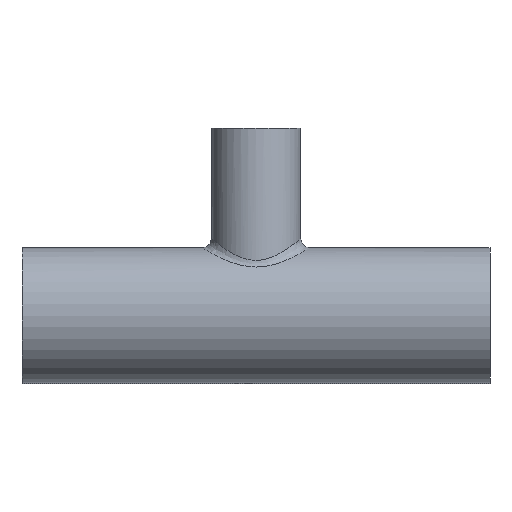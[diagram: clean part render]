
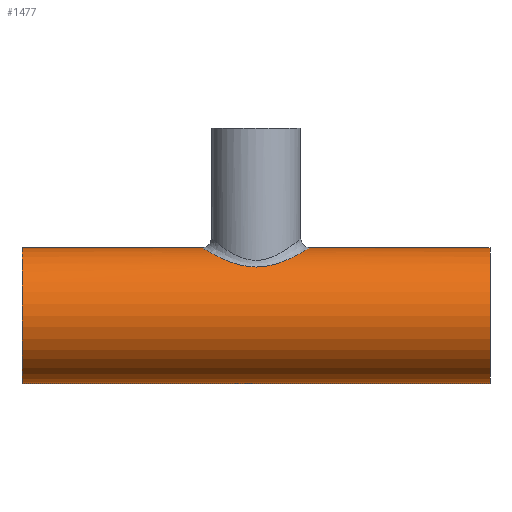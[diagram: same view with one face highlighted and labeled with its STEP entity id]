
A CAD part, front view. The second image highlights one B-rep face of the part: STEP entity #1477.
In plain terms, the highlighted cylindrical face has radius 14.5 mm (diameter 29 mm), a full revolution.
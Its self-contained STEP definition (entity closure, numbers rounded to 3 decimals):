
#1308=CARTESIAN_POINT('',(0.,-10.106,10.398));
#1309=VERTEX_POINT('',#1308);
#1382=CARTESIAN_POINT('',(0.,-10.106,10.398));
#1383=CARTESIAN_POINT('',(0.445,-10.106,10.398));
#1384=CARTESIAN_POINT('',(1.339,-10.06,10.443));
#1385=CARTESIAN_POINT('',(2.641,-9.859,10.635));
#1386=CARTESIAN_POINT('',(3.79,-9.559,10.906));
#1387=CARTESIAN_POINT('',(4.58,-9.276,11.146));
#1388=CARTESIAN_POINT('',(5.721,-8.802,11.531));
#1389=CARTESIAN_POINT('',(6.875,-8.159,12.009));
#1390=CARTESIAN_POINT('',(8.119,-7.185,12.605));
#1391=CARTESIAN_POINT('',(9.093,-6.239,13.107));
#1392=CARTESIAN_POINT('',(9.812,-5.314,13.506));
#1393=CARTESIAN_POINT('',(10.413,-4.318,13.85));
#1394=CARTESIAN_POINT('',(10.837,-3.446,14.099));
#1395=CARTESIAN_POINT('',(11.185,-2.423,14.308));
#1396=CARTESIAN_POINT('',(11.372,-1.562,14.422));
#1397=CARTESIAN_POINT('',(11.475,-0.786,14.485));
#1398=CARTESIAN_POINT('',(11.52,0.098,14.512));
#1399=CARTESIAN_POINT('',(11.448,1.174,14.468));
#1400=CARTESIAN_POINT('',(11.229,2.268,14.335));
#1401=CARTESIAN_POINT('',(10.946,3.13,14.165));
#1402=CARTESIAN_POINT('',(10.541,4.089,13.925));
#1403=CARTESIAN_POINT('',(10.027,4.999,13.627));
#1404=CARTESIAN_POINT('',(9.407,5.829,13.282));
#1405=CARTESIAN_POINT('',(8.73,6.605,12.919));
#1406=CARTESIAN_POINT('',(7.824,7.455,12.455));
#1407=CARTESIAN_POINT('',(6.52,8.367,11.857));
#1408=CARTESIAN_POINT('',(5.201,9.045,11.341));
#1409=CARTESIAN_POINT('',(3.892,9.532,10.93));
#1410=CARTESIAN_POINT('',(2.788,9.82,10.67));
#1411=CARTESIAN_POINT('',(1.49,10.044,10.459));
#1412=CARTESIAN_POINT('',(0.007,10.147,10.358));
#1413=CARTESIAN_POINT('',(-1.78,10.025,10.478));
#1414=CARTESIAN_POINT('',(-3.483,9.671,10.809));
#1415=CARTESIAN_POINT('',(-4.813,9.202,11.212));
#1416=CARTESIAN_POINT('',(-5.804,8.735,11.577));
#1417=CARTESIAN_POINT('',(-6.738,8.215,11.957));
#1418=CARTESIAN_POINT('',(-7.825,7.454,12.456));
#1419=CARTESIAN_POINT('',(-8.967,6.384,13.04));
#1420=CARTESIAN_POINT('',(-9.929,5.172,13.57));
#1421=CARTESIAN_POINT('',(-10.703,3.802,14.019));
#1422=CARTESIAN_POINT('',(-11.235,2.335,14.338));
#1423=CARTESIAN_POINT('',(-11.512,0.785,14.507));
#1424=CARTESIAN_POINT('',(-11.511,-0.79,14.507));
#1425=CARTESIAN_POINT('',(-11.235,-2.337,14.338));
#1426=CARTESIAN_POINT('',(-10.697,-3.813,14.015));
#1427=CARTESIAN_POINT('',(-9.935,-5.163,13.573));
#1428=CARTESIAN_POINT('',(-9.166,-6.134,13.149));
#1429=CARTESIAN_POINT('',(-8.529,-6.786,12.817));
#1430=CARTESIAN_POINT('',(-7.956,-7.313,12.527));
#1431=CARTESIAN_POINT('',(-6.874,-8.159,12.009));
#1432=CARTESIAN_POINT('',(-5.456,-8.95,11.421));
#1433=CARTESIAN_POINT('',(-3.896,-9.531,10.932));
#1434=CARTESIAN_POINT('',(-2.64,-9.859,10.635));
#1435=CARTESIAN_POINT('',(-1.339,-10.06,10.443));
#1436=CARTESIAN_POINT('',(-0.445,-10.106,10.398));
#1437=CARTESIAN_POINT('',(0.,-10.106,10.398));
#1438=CARTESIAN_POINT('',(0.,-10.106,10.398));
#1439=CARTESIAN_POINT('',(0.,-10.106,10.398));
#1440=CARTESIAN_POINT('',(0.,-10.106,10.398));
#1441=B_SPLINE_CURVE_WITH_KNOTS('',3,(#1382,#1383,#1384,#1385,#1386,#1387,#1388,#1389,#1390,#1391,#1392,#1393,#1394,#1395,#1396,#1397,#1398,#1399,#1400,#1401,#1402,#1403,#1404,#1405,#1406,#1407,#1408,#1409,#1410,#1411,#1412,#1413,#1414,#1415,#1416,#1417,#1418,#1419,#1420,#1421,#1422,#1423,#1424,#1425,#1426,#1427,#1428,#1429,#1430,#1431,#1432,#1433,#1434,#1435,#1436,#1437,#1438,#1439,#1440),.UNSPECIFIED.,.T.,.U.,(4,1,1,1,1,1,1,1,1,1,1,1,1,1,1,1,1,1,1,1,1,1,1,1,1,1,1,1,1,1,1,1,1,1,1,1,1,1,1,1,1,1,1,1,1,1,1,1,1,1,1,1,1,3,4),(-5.953,-5.847,-5.74,-5.634,-5.554,-5.528,-5.315,-5.209,-5.103,-4.943,-4.89,-4.784,-4.677,-4.598,-4.544,-4.465,-4.358,-4.252,-4.164,-4.11,-3.969,-3.88,-3.827,-3.685,-3.543,-3.402,-3.295,-3.189,-3.118,-2.976,-2.835,-2.693,-2.551,-2.48,-2.41,-2.268,-2.126,-1.984,-1.843,-1.701,-1.559,-1.417,-1.276,-1.134,-0.992,-0.85,-0.797,-0.744,-0.638,-0.425,-0.319,-0.213,-0.106,0.0,0.),.UNSPECIFIED.);
#1442=EDGE_CURVE('',#1309,#1309,#1441,.T.);
#1447=CARTESIAN_POINT('',(0.0,0.0,0.0));
#1448=DIRECTION('',(-1.0,0.0,0.0));
#1449=DIRECTION('',(0.0,-1.0,0.0));
#1450=AXIS2_PLACEMENT_3D('',#1447,#1448,#1449);
#1451=CYLINDRICAL_SURFACE('',#1450,14.5);
#1452=CARTESIAN_POINT('',(50.0,-14.5,0.0));
#1453=VERTEX_POINT('',#1452);
#1454=CARTESIAN_POINT('',(50.0,0.0,0.0));
#1455=DIRECTION('',(-1.0,0.0,0.0));
#1456=DIRECTION('',(0.0,-1.0,0.0));
#1457=AXIS2_PLACEMENT_3D('',#1454,#1455,#1456);
#1458=CIRCLE('',#1457,14.5);
#1459=EDGE_CURVE('',#1453,#1453,#1458,.T.);
#1460=ORIENTED_EDGE('',*,*,#1459,.T.);
#1461=EDGE_LOOP('',(#1460));
#1462=FACE_OUTER_BOUND('',#1461,.T.);
#1463=CARTESIAN_POINT('',(-50.0,-14.5,0.0));
#1464=VERTEX_POINT('',#1463);
#1465=CARTESIAN_POINT('',(-50.0,0.0,0.0));
#1466=DIRECTION('',(-1.0,0.0,0.0));
#1467=DIRECTION('',(0.0,-1.0,0.0));
#1468=AXIS2_PLACEMENT_3D('',#1465,#1466,#1467);
#1469=CIRCLE('',#1468,14.5);
#1470=EDGE_CURVE('',#1464,#1464,#1469,.T.);
#1471=ORIENTED_EDGE('',*,*,#1470,.F.);
#1472=EDGE_LOOP('',(#1471));
#1473=FACE_BOUND('',#1472,.T.);
#1474=ORIENTED_EDGE('',*,*,#1442,.F.);
#1475=EDGE_LOOP('',(#1474));
#1476=FACE_BOUND('',#1475,.T.);
#1477=ADVANCED_FACE('',(#1462,#1473,#1476),#1451,.T.);
